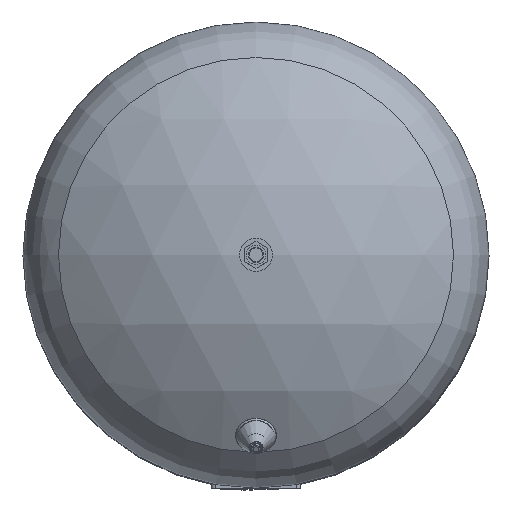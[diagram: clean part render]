
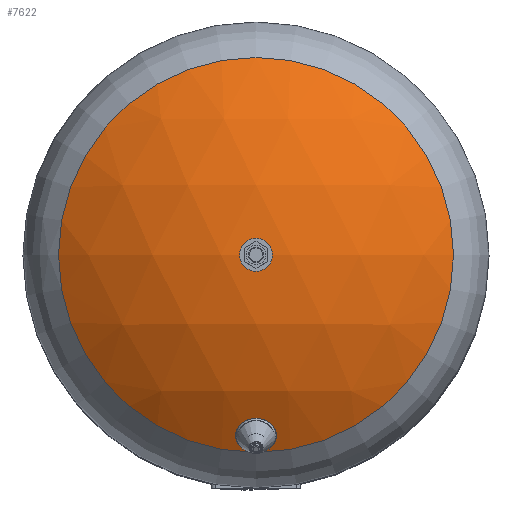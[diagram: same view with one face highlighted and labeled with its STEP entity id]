
A CAD part, top view. The second image highlights one B-rep face of the part: STEP entity #7622.
In plain terms, the highlighted spherical face has radius 354.5 mm.
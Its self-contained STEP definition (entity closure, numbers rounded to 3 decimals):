
#16=SPHERICAL_SURFACE('',#8350,354.5);
#1888=FACE_OUTER_BOUND('',#2433,.T.);
#2433=EDGE_LOOP('',(#6194));
#3064=CIRCLE('',#8351,203.326);
#3698=VERTEX_POINT('',#12803);
#4599=EDGE_CURVE('',#3698,#3698,#3064,.T.);
#6194=ORIENTED_EDGE('',*,*,#4599,.F.);
#7622=ADVANCED_FACE('',(#1888),#16,.T.);
#8350=AXIS2_PLACEMENT_3D('',#12802,#10089,#10090);
#8351=AXIS2_PLACEMENT_3D('',#12804,#10091,#10092);
#10089=DIRECTION('center_axis',(0.,1.,0.));
#10090=DIRECTION('ref_axis',(1.,0.,0.));
#10091=DIRECTION('center_axis',(0.,0.,
-1.));
#10092=DIRECTION('ref_axis',(-1.,0.,0.));
#12802=CARTESIAN_POINT('Origin',(0.,0.,
687.5));
#12803=CARTESIAN_POINT('',(-203.326,0.,977.894));
#12804=CARTESIAN_POINT('Origin',(0.,0.,
977.894));
